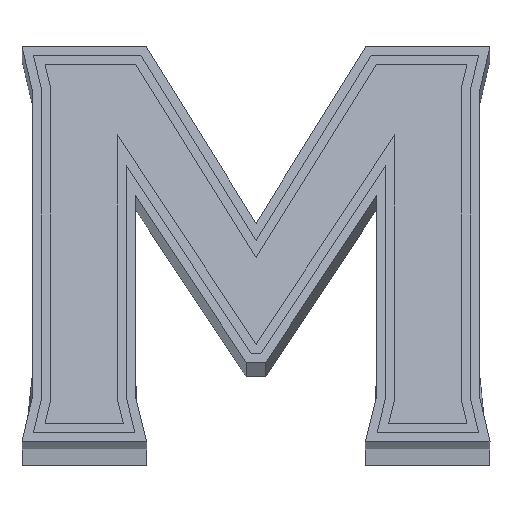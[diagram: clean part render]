
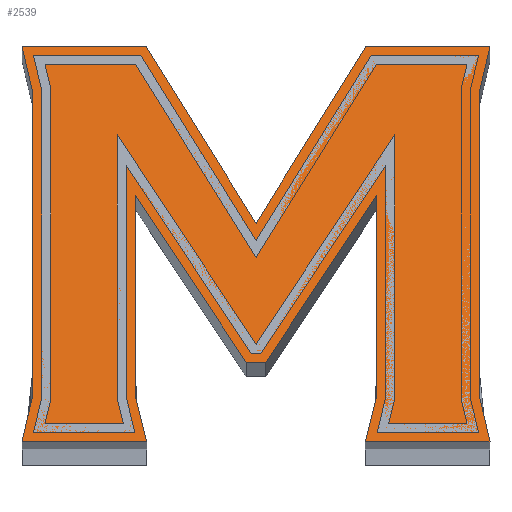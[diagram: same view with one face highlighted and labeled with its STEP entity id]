
A CAD part, top view. The second image highlights one B-rep face of the part: STEP entity #2539.
In plain terms, the highlighted planar face has unit normal (0, 0.259, 0.966).
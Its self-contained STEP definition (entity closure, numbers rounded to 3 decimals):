
#40 = CARTESIAN_POINT ( 'NONE',  ( 192.332, 141.429, -6.837 ) ) ;
#44 = DIRECTION ( 'NONE',  ( 0., 0.259, 0.966 ) ) ;
#47 = VECTOR ( 'NONE', #1850, 1000. ) ;
#93 = CARTESIAN_POINT ( 'NONE',  ( 0., 7.765, 28.978 ) ) ;
#115 = VECTOR ( 'NONE', #930, 1000. ) ;
#152 = CARTESIAN_POINT ( 'NONE',  ( 67.606, 7.764, 28.978 ) ) ;
#157 = CARTESIAN_POINT ( 'NONE',  ( 61.572, 141.429, -6.837 ) ) ;
#162 = ORIENTED_EDGE ( 'NONE', *, *, #952, .T. ) ;
#180 = CARTESIAN_POINT ( 'NONE',  ( 132.351, 50.991, 17.395 ) ) ;
#182 = DIRECTION ( 'NONE',  ( 0., 0.966, -0.259 ) ) ;
#229 = DIRECTION ( 'NONE',  ( 1., 0., 0. ) ) ;
#236 = ORIENTED_EDGE ( 'NONE', *, *, #528, .T. ) ;
#280 = EDGE_CURVE ( 'NONE', #1130, #2717, #2236, .T. ) ;
#295 = LINE ( 'NONE', #2577, #829 ) ;
#303 = VERTEX_POINT ( 'NONE', #2726 ) ;
#311 = VERTEX_POINT ( 'NONE', #93 ) ;
#331 = ORIENTED_EDGE ( 'NONE', *, *, #3168, .T. ) ;
#371 = FACE_OUTER_BOUND ( 'NONE', #2013, .T. ) ;
#374 = DIRECTION ( 'NONE',  ( 0., -0.966, 0.259 ) ) ;
#383 = ORIENTED_EDGE ( 'NONE', *, *, #1352, .T. ) ;
#410 = DIRECTION ( 'NONE',  ( -0.515, -0.828, 0.222 ) ) ;
#426 = CARTESIAN_POINT ( 'NONE',  ( 67.606, 7.764, 28.978 ) ) ;
#435 = DIRECTION ( 'NONE',  ( -0.231, -0.94, 0.252 ) ) ;
#449 = LINE ( 'NONE', #1768, #1041 ) ;
#456 = AXIS2_PLACEMENT_3D ( 'NONE', #1098, #44, #2399 ) ;
#461 = LINE ( 'NONE', #947, #562 ) ;
#462 = ORIENTED_EDGE ( 'NONE', *, *, #2871, .T. ) ;
#489 = CARTESIAN_POINT ( 'NONE',  ( 121.558, 50.991, 17.395 ) ) ;
#527 = LINE ( 'NONE', #1044, #47 ) ;
#528 = EDGE_CURVE ( 'NONE', #931, #774, #2058, .T. ) ;
#537 = ORIENTED_EDGE ( 'NONE', *, *, #734, .T. ) ;
#553 = CARTESIAN_POINT ( 'NONE',  ( 248.193, 32.29, 22.406 ) ) ;
#562 = VECTOR ( 'NONE', #1280, 1000. ) ;
#571 = CARTESIAN_POINT ( 'NONE',  ( 253.906, 7.764, 28.978 ) ) ;
#585 = LINE ( 'NONE', #2143, #1383 ) ;
#639 = EDGE_CURVE ( 'NONE', #1267, #1243, #527, .T. ) ;
#645 = PLANE ( 'NONE',  #456 ) ;
#697 = DIRECTION ( 'NONE',  ( -0.231, 0.94, -0.252 ) ) ;
#712 = CARTESIAN_POINT ( 'NONE',  ( 186.303, 7.765, 28.978 ) ) ;
#718 = LINE ( 'NONE', #2031, #2975 ) ;
#734 = EDGE_CURVE ( 'NONE', #2830, #763, #1954, .T. ) ;
#740 = VERTEX_POINT ( 'NONE', #1709 ) ;
#763 = VERTEX_POINT ( 'NONE', #1445 ) ;
#774 = VERTEX_POINT ( 'NONE', #1921 ) ;
#777 = VECTOR ( 'NONE', #3021, 1000. ) ;
#787 = ORIENTED_EDGE ( 'NONE', *, *, #1777, .T. ) ;
#804 = LINE ( 'NONE', #2648, #2803 ) ;
#829 = VECTOR ( 'NONE', #1407, 1000. ) ;
#868 = CARTESIAN_POINT ( 'NONE',  ( 0., 222.362, -28.523 ) ) ;
#930 = DIRECTION ( 'NONE',  ( 1., 0., 0. ) ) ;
#931 = VERTEX_POINT ( 'NONE', #152 ) ;
#932 = VECTOR ( 'NONE', #2351, 1000. ) ;
#947 = CARTESIAN_POINT ( 'NONE',  ( 67.285, 222.362, -28.523 ) ) ;
#952 = EDGE_CURVE ( 'NONE', #763, #2868, #1738, .T. ) ;
#957 = DIRECTION ( 'NONE',  ( 0., -0.966, 0.259 ) ) ;
#958 = EDGE_CURVE ( 'NONE', #2717, #303, #1221, .T. ) ;
#968 = DIRECTION ( 'NONE',  ( 0.539, -0.813, 0.218 ) ) ;
#978 = VECTOR ( 'NONE', #697, 1000. ) ;
#1016 = ORIENTED_EDGE ( 'NONE', *, *, #958, .T. ) ;
#1031 = LINE ( 'NONE', #1089, #3414 ) ;
#1041 = VECTOR ( 'NONE', #182, 1000. ) ;
#1044 = CARTESIAN_POINT ( 'NONE',  ( 253.906, 222.362, -28.523 ) ) ;
#1064 = CARTESIAN_POINT ( 'NONE',  ( 126.954, 126.408, -2.813 ) ) ;
#1070 = EDGE_CURVE ( 'NONE', #2397, #1320, #804, .T. ) ;
#1089 = CARTESIAN_POINT ( 'NONE',  ( 5.713, 32.29, 22.406 ) ) ;
#1098 = CARTESIAN_POINT ( 'NONE',  ( 0., 7.765, 28.978 ) ) ;
#1130 = VERTEX_POINT ( 'NONE', #2287 ) ;
#1180 = ORIENTED_EDGE ( 'NONE', *, *, #1672, .T. ) ;
#1208 = VERTEX_POINT ( 'NONE', #180 ) ;
#1221 = LINE ( 'NONE', #3326, #2260 ) ;
#1243 = VERTEX_POINT ( 'NONE', #3068 ) ;
#1267 = VERTEX_POINT ( 'NONE', #1857 ) ;
#1280 = DIRECTION ( 'NONE',  ( -1., 0., 0. ) ) ;
#1320 = VERTEX_POINT ( 'NONE', #553 ) ;
#1352 = EDGE_CURVE ( 'NONE', #303, #311, #1031, .T. ) ;
#1383 = VECTOR ( 'NONE', #1569, 1000. ) ;
#1385 = DIRECTION ( 'NONE',  ( 0.22, -0.942, 0.253 ) ) ;
#1407 = DIRECTION ( 'NONE',  ( 0.22, 0.942, -0.253 ) ) ;
#1445 = CARTESIAN_POINT ( 'NONE',  ( 192.332, 32.29, 22.406 ) ) ;
#1569 = DIRECTION ( 'NONE',  ( 1., 0., 0. ) ) ;
#1582 = VERTEX_POINT ( 'NONE', #157 ) ;
#1597 = EDGE_CURVE ( 'NONE', #740, #1130, #461, .T. ) ;
#1600 = CARTESIAN_POINT ( 'NONE',  ( 5.713, 197.837, -21.952 ) ) ;
#1634 = DIRECTION ( 'NONE',  ( -0.219, 0.942, -0.253 ) ) ;
#1668 = ORIENTED_EDGE ( 'NONE', *, *, #1070, .T. ) ;
#1672 = EDGE_CURVE ( 'NONE', #2868, #2397, #2553, .T. ) ;
#1709 = CARTESIAN_POINT ( 'NONE',  ( 67.285, 222.362, -28.523 ) ) ;
#1731 = CARTESIAN_POINT ( 'NONE',  ( 186.303, 7.765, 28.978 ) ) ;
#1738 = LINE ( 'NONE', #2785, #2149 ) ;
#1761 = LINE ( 'NONE', #489, #3310 ) ;
#1768 = CARTESIAN_POINT ( 'NONE',  ( 248.193, 32.29, 22.406 ) ) ;
#1777 = EDGE_CURVE ( 'NONE', #2627, #740, #3382, .T. ) ;
#1806 = VERTEX_POINT ( 'NONE', #2930 ) ;
#1820 = VERTEX_POINT ( 'NONE', #2127 ) ;
#1850 = DIRECTION ( 'NONE',  ( -1., 0., 0. ) ) ;
#1857 = CARTESIAN_POINT ( 'NONE',  ( 253.906, 222.362, -28.523 ) ) ;
#1921 = CARTESIAN_POINT ( 'NONE',  ( 61.572, 32.29, 22.406 ) ) ;
#1932 = ORIENTED_EDGE ( 'NONE', *, *, #2291, .T. ) ;
#1954 = LINE ( 'NONE', #2754, #3188 ) ;
#1955 = ORIENTED_EDGE ( 'NONE', *, *, #1597, .T. ) ;
#1966 = DIRECTION ( 'NONE',  ( 0.539, 0.813, -0.218 ) ) ;
#1981 = CARTESIAN_POINT ( 'NONE',  ( 61.572, 32.29, 22.406 ) ) ;
#1985 = ORIENTED_EDGE ( 'NONE', *, *, #639, .T. ) ;
#2013 = EDGE_LOOP ( 'NONE', ( #1016, #383, #331, #236, #1932, #3319, #462, #3253, #537, #162, #1180, #1668, #2209, #3218, #1985, #2685, #787, #1955, #3114 ) ) ;
#2031 = CARTESIAN_POINT ( 'NONE',  ( 132.351, 50.991, 17.395 ) ) ;
#2058 = LINE ( 'NONE', #426, #978 ) ;
#2127 = CARTESIAN_POINT ( 'NONE',  ( 121.558, 50.991, 17.395 ) ) ;
#2143 = CARTESIAN_POINT ( 'NONE',  ( 0., 7.765, 28.978 ) ) ;
#2149 = VECTOR ( 'NONE', #435, 1000. ) ;
#2170 = EDGE_CURVE ( 'NONE', #1806, #1267, #295, .T. ) ;
#2209 = ORIENTED_EDGE ( 'NONE', *, *, #2378, .T. ) ;
#2236 = LINE ( 'NONE', #868, #2963 ) ;
#2260 = VECTOR ( 'NONE', #957, 1000. ) ;
#2266 = VECTOR ( 'NONE', #968, 1000. ) ;
#2286 = EDGE_CURVE ( 'NONE', #1582, #1820, #2508, .T. ) ;
#2287 = CARTESIAN_POINT ( 'NONE',  ( 0., 222.362, -28.523 ) ) ;
#2291 = EDGE_CURVE ( 'NONE', #774, #1582, #3070, .T. ) ;
#2351 = DIRECTION ( 'NONE',  ( -0.515, 0.828, -0.222 ) ) ;
#2378 = EDGE_CURVE ( 'NONE', #1320, #1806, #449, .T. ) ;
#2386 = EDGE_CURVE ( 'NONE', #1208, #2830, #718, .T. ) ;
#2397 = VERTEX_POINT ( 'NONE', #571 ) ;
#2399 = DIRECTION ( 'NONE',  ( 0., -0.966, 0.259 ) ) ;
#2426 = DIRECTION ( 'NONE',  ( -0.22, -0.942, 0.253 ) ) ;
#2495 = CARTESIAN_POINT ( 'NONE',  ( 61.572, 141.429, -6.837 ) ) ;
#2508 = LINE ( 'NONE', #2495, #2266 ) ;
#2539 = ADVANCED_FACE ( 'NONE', ( #371 ), #645, .T. ) ;
#2553 = LINE ( 'NONE', #1731, #115 ) ;
#2577 = CARTESIAN_POINT ( 'NONE',  ( 248.193, 197.837, -21.952 ) ) ;
#2627 = VERTEX_POINT ( 'NONE', #3222 ) ;
#2648 = CARTESIAN_POINT ( 'NONE',  ( 253.906, 7.764, 28.978 ) ) ;
#2685 = ORIENTED_EDGE ( 'NONE', *, *, #3314, .T. ) ;
#2717 = VERTEX_POINT ( 'NONE', #1600 ) ;
#2726 = CARTESIAN_POINT ( 'NONE',  ( 5.713, 32.29, 22.406 ) ) ;
#2754 = CARTESIAN_POINT ( 'NONE',  ( 192.332, 141.429, -6.837 ) ) ;
#2785 = CARTESIAN_POINT ( 'NONE',  ( 192.332, 32.29, 22.406 ) ) ;
#2803 = VECTOR ( 'NONE', #1634, 1000. ) ;
#2830 = VERTEX_POINT ( 'NONE', #40 ) ;
#2868 = VERTEX_POINT ( 'NONE', #712 ) ;
#2871 = EDGE_CURVE ( 'NONE', #1820, #1208, #1761, .T. ) ;
#2930 = CARTESIAN_POINT ( 'NONE',  ( 248.193, 197.837, -21.952 ) ) ;
#2963 = VECTOR ( 'NONE', #1385, 1000. ) ;
#2975 = VECTOR ( 'NONE', #1966, 1000. ) ;
#3021 = DIRECTION ( 'NONE',  ( 0., 0.966, -0.259 ) ) ;
#3068 = CARTESIAN_POINT ( 'NONE',  ( 186.619, 222.362, -28.523 ) ) ;
#3070 = LINE ( 'NONE', #1981, #777 ) ;
#3114 = ORIENTED_EDGE ( 'NONE', *, *, #280, .T. ) ;
#3168 = EDGE_CURVE ( 'NONE', #311, #931, #585, .T. ) ;
#3188 = VECTOR ( 'NONE', #374, 1000. ) ;
#3199 = VECTOR ( 'NONE', #410, 1000. ) ;
#3218 = ORIENTED_EDGE ( 'NONE', *, *, #2170, .T. ) ;
#3222 = CARTESIAN_POINT ( 'NONE',  ( 126.954, 126.408, -2.813 ) ) ;
#3242 = CARTESIAN_POINT ( 'NONE',  ( 186.619, 222.362, -28.523 ) ) ;
#3253 = ORIENTED_EDGE ( 'NONE', *, *, #2386, .T. ) ;
#3276 = LINE ( 'NONE', #3242, #3199 ) ;
#3310 = VECTOR ( 'NONE', #229, 1000. ) ;
#3314 = EDGE_CURVE ( 'NONE', #1243, #2627, #3276, .T. ) ;
#3319 = ORIENTED_EDGE ( 'NONE', *, *, #2286, .T. ) ;
#3326 = CARTESIAN_POINT ( 'NONE',  ( 5.713, 197.837, -21.952 ) ) ;
#3382 = LINE ( 'NONE', #1064, #932 ) ;
#3414 = VECTOR ( 'NONE', #2426, 1000. ) ;
